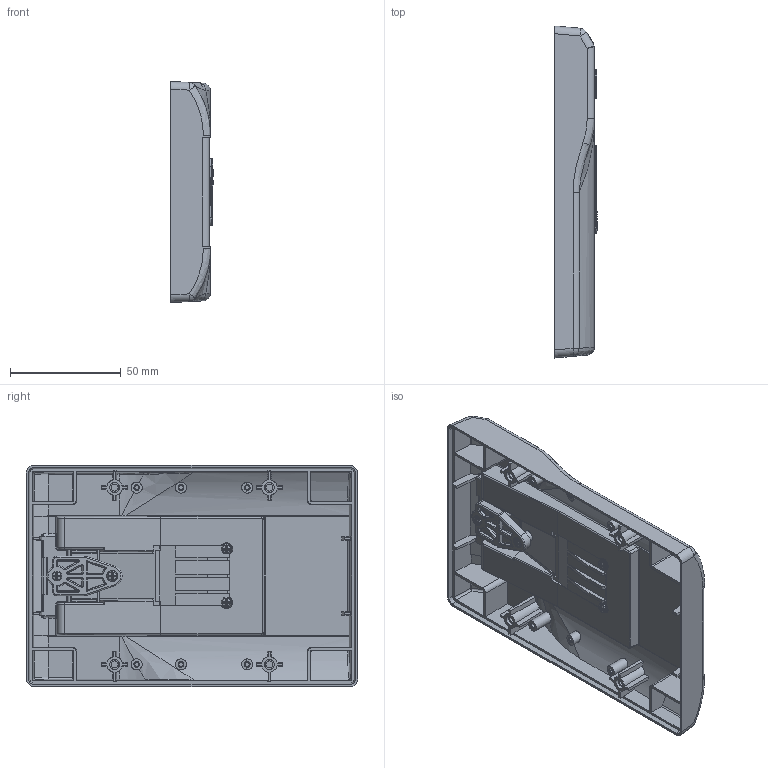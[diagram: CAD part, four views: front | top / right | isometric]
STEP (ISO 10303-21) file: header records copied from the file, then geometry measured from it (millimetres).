
FILE_DESCRIPTION((''),'2;1');
FILE_NAME('34003000_UDS-G-LT.stp','2010-03-23T11:42:10',('haertel'),(''),'Autodesk Inventor 2010','Autodesk Inventor 2010','');
FILE_SCHEMA(('AUTOMOTIVE_DESIGN { 1 0 10303 214 1 1 1 1 }'));
Length unit declared in the file: millimetre
Products named in the file (11): UDS-G-L_UDS-G-AC; Bauteil21; Bauteil2; Bauteil3; Bauteil4; Bauteil5; Bauteil16; Bauteil17; Bauteil18; Bauteil19; Bauteil22
Assembly tree (10 placements, depth 2):
  UDS-G-L_UDS-G-AC
    Bauteil21
    Bauteil2
    Bauteil3
    Bauteil4
    Bauteil5
    Bauteil16
    Bauteil17
    Bauteil18
    Bauteil19
    Bauteil22
Bounding box: 19.3 x 150 x 100 mm (x, y, z)
Volume: 66991.9 mm3; surface area: 63669.6 mm2
Topology: 10 solids, 10 shells, 1491 faces, 3774 edges, 2301 vertices
Faces by surface type: plane 680, cylinder 495, bspline 175, torus 90, sphere 31, cone 20
Full cylindrical faces by diameter (mm): 2 x14, 2.5 x4, 2.6 x12, 2.952 x1, 3 x2, 3.162 x1, 3.2 x4, 3.348 x1, 4 x4, 4.4 x8, 5 x8, 5.1 x3
Entity records: 48517 total; most frequent: CARTESIAN_POINT 13115, DIRECTION 7480, ORIENTED_EDGE 7176, EDGE_CURVE 3588, AXIS2_PLACEMENT_3D 2692, VERTEX_POINT 2269, VECTOR 2096, LINE 2096
